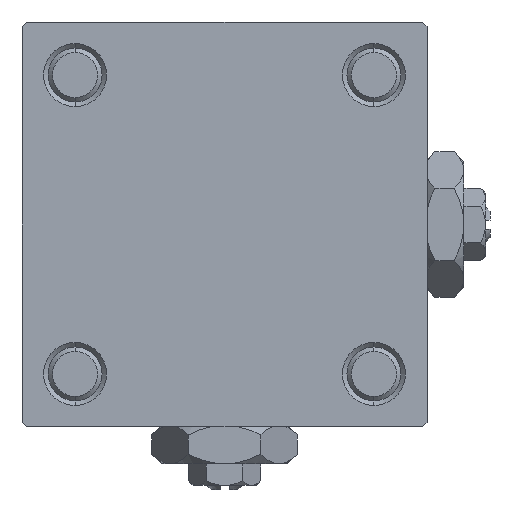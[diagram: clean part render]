
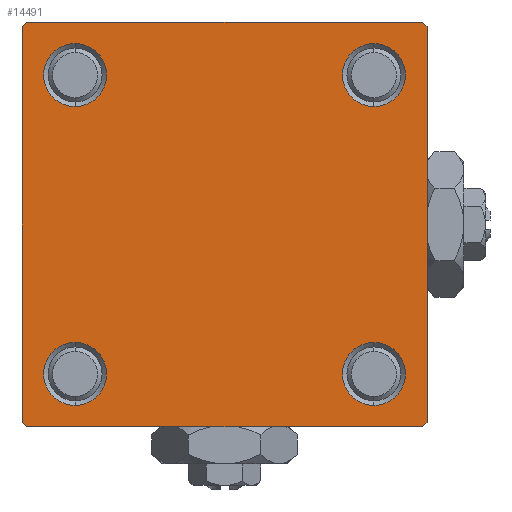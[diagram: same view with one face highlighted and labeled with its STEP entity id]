
A CAD part, left-side view. The second image highlights one B-rep face of the part: STEP entity #14491.
In plain terms, the highlighted planar face has unit normal (-1, 0, 0).
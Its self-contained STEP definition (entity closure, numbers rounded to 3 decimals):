
#548 = VERTEX_POINT ( 'NONE', #17434 ) ;
#583 = EDGE_CURVE ( 'NONE', #43987, #31196, #34570, .T. ) ;
#1783 = CIRCLE ( 'NONE', #43917, 3.5 ) ;
#1972 = CARTESIAN_POINT ( 'NONE',  ( 0., 16.6, -16.6 ) ) ;
#1989 = DIRECTION ( 'NONE',  ( -1., 0., 0. ) ) ;
#2376 = EDGE_LOOP ( 'NONE', ( #19509, #38990, #34560, #31324, #48313, #36157, #11126, #8180 ) ) ;
#2510 = FACE_BOUND ( 'NONE', #2684, .T. ) ;
#2684 = EDGE_LOOP ( 'NONE', ( #10655, #7716 ) ) ;
#5469 = VECTOR ( 'NONE', #14888, 1000. ) ;
#6394 = EDGE_CURVE ( 'NONE', #38728, #16033, #1783, .T. ) ;
#6619 = AXIS2_PLACEMENT_3D ( 'NONE', #38405, #1989, #23102 ) ;
#6678 = DIRECTION ( 'NONE',  ( 0., 0.707, 0.707 ) ) ;
#7152 = CARTESIAN_POINT ( 'NONE',  ( 0., -16.6, -16.6 ) ) ;
#7471 = CIRCLE ( 'NONE', #36968, 3.5 ) ;
#7473 = CARTESIAN_POINT ( 'NONE',  ( 0., -16.6, 13.1 ) ) ;
#7667 = DIRECTION ( 'NONE',  ( 1., 0., 0. ) ) ;
#7716 = ORIENTED_EDGE ( 'NONE', *, *, #10687, .T. ) ;
#7987 = LINE ( 'NONE', #47581, #43164 ) ;
#8180 = ORIENTED_EDGE ( 'NONE', *, *, #9600, .T. ) ;
#8322 = CARTESIAN_POINT ( 'NONE',  ( 0., -22.5, -22. ) ) ;
#8573 = DIRECTION ( 'NONE',  ( 0., 0., -1. ) ) ;
#9401 = CARTESIAN_POINT ( 'NONE',  ( 0., 22.5, 22.5 ) ) ;
#9600 = EDGE_CURVE ( 'NONE', #43987, #36259, #7987, .T. ) ;
#9705 = EDGE_LOOP ( 'NONE', ( #28060, #52051 ) ) ;
#9889 = DIRECTION ( 'NONE',  ( 1., 0., 0. ) ) ;
#10106 = VECTOR ( 'NONE', #42826, 1000. ) ;
#10204 = VERTEX_POINT ( 'NONE', #8322 ) ;
#10629 = LINE ( 'NONE', #30955, #44717 ) ;
#10655 = ORIENTED_EDGE ( 'NONE', *, *, #45539, .T. ) ;
#10687 = EDGE_CURVE ( 'NONE', #22872, #16453, #25575, .T. ) ;
#10734 = AXIS2_PLACEMENT_3D ( 'NONE', #31776, #39688, #37034 ) ;
#11126 = ORIENTED_EDGE ( 'NONE', *, *, #583, .F. ) ;
#11144 = EDGE_CURVE ( 'NONE', #18319, #34071, #50785, .T. ) ;
#11336 = CARTESIAN_POINT ( 'NONE',  ( 0., -22., 22.5 ) ) ;
#11563 = CIRCLE ( 'NONE', #47811, 3.5 ) ;
#11640 = CARTESIAN_POINT ( 'NONE',  ( 0., 16.6, 20.1 ) ) ;
#11677 = CARTESIAN_POINT ( 'NONE',  ( 0., -22.5, 22. ) ) ;
#12359 = EDGE_LOOP ( 'NONE', ( #35113, #46697 ) ) ;
#12593 = EDGE_CURVE ( 'NONE', #35641, #38278, #28463, .T. ) ;
#12607 = EDGE_CURVE ( 'NONE', #38278, #35641, #11563, .T. ) ;
#13477 = DIRECTION ( 'NONE',  ( 0., 0., 1. ) ) ;
#14209 = EDGE_CURVE ( 'NONE', #50440, #548, #7471, .T. ) ;
#14491 = ADVANCED_FACE ( 'NONE', ( #38663, #2510, #22321, #46320, #26536 ), #30502, .T. ) ;
#14888 = DIRECTION ( 'NONE',  ( 0., -1., 0. ) ) ;
#15341 = VECTOR ( 'NONE', #29199, 1000. ) ;
#15994 = DIRECTION ( 'NONE',  ( 1., 0., 0. ) ) ;
#16033 = VERTEX_POINT ( 'NONE', #31465 ) ;
#16453 = VERTEX_POINT ( 'NONE', #23232 ) ;
#17321 = LINE ( 'NONE', #9401, #15341 ) ;
#17434 = CARTESIAN_POINT ( 'NONE',  ( 0., 16.6, 13.1 ) ) ;
#17977 = CARTESIAN_POINT ( 'NONE',  ( 0., 16.6, 16.6 ) ) ;
#18101 = AXIS2_PLACEMENT_3D ( 'NONE', #27614, #15994, #31314 ) ;
#18222 = CARTESIAN_POINT ( 'NONE',  ( 0., 22.5, 22.5 ) ) ;
#18280 = CARTESIAN_POINT ( 'NONE',  ( 0., 16.6, 16.6 ) ) ;
#18319 = VERTEX_POINT ( 'NONE', #23637 ) ;
#19448 = CARTESIAN_POINT ( 'NONE',  ( 0., 22.5, 22. ) ) ;
#19509 = ORIENTED_EDGE ( 'NONE', *, *, #26834, .T. ) ;
#21077 = ORIENTED_EDGE ( 'NONE', *, *, #36234, .T. ) ;
#21541 = EDGE_CURVE ( 'NONE', #35142, #18319, #51275, .T. ) ;
#22179 = DIRECTION ( 'NONE',  ( 0., -1., 0. ) ) ;
#22321 = FACE_BOUND ( 'NONE', #12359, .T. ) ;
#22732 = EDGE_CURVE ( 'NONE', #34687, #31196, #10629, .T. ) ;
#22872 = VERTEX_POINT ( 'NONE', #46404 ) ;
#23102 = DIRECTION ( 'NONE',  ( 0., 0., 1. ) ) ;
#23232 = CARTESIAN_POINT ( 'NONE',  ( 0., -16.6, -13.1 ) ) ;
#23637 = CARTESIAN_POINT ( 'NONE',  ( 0., 22., -22.5 ) ) ;
#23862 = AXIS2_PLACEMENT_3D ( 'NONE', #7152, #7667, #32212 ) ;
#23974 = LINE ( 'NONE', #28183, #30684 ) ;
#24031 = EDGE_CURVE ( 'NONE', #34687, #10204, #44970, .T. ) ;
#24095 = DIRECTION ( 'NONE',  ( 0., 0.707, -0.707 ) ) ;
#25100 = CIRCLE ( 'NONE', #10734, 3.5 ) ;
#25426 = DIRECTION ( 'NONE',  ( 1., 0., 0. ) ) ;
#25575 = CIRCLE ( 'NONE', #23862, 3.5 ) ;
#26000 = DIRECTION ( 'NONE',  ( 0., 0., 1. ) ) ;
#26262 = CARTESIAN_POINT ( 'NONE',  ( 0., 16.6, -16.6 ) ) ;
#26536 = FACE_OUTER_BOUND ( 'NONE', #2376, .T. ) ;
#26748 = CARTESIAN_POINT ( 'NONE',  ( 0., 22.25, -22.25 ) ) ;
#26834 = EDGE_CURVE ( 'NONE', #36259, #35142, #17321, .T. ) ;
#27039 = CARTESIAN_POINT ( 'NONE',  ( 0., 22.5, -22.5 ) ) ;
#27614 = CARTESIAN_POINT ( 'NONE',  ( 0., -16.6, 16.6 ) ) ;
#28060 = ORIENTED_EDGE ( 'NONE', *, *, #14209, .T. ) ;
#28183 = CARTESIAN_POINT ( 'NONE',  ( 0., -22.25, -22.25 ) ) ;
#28269 = ORIENTED_EDGE ( 'NONE', *, *, #6394, .T. ) ;
#28463 = CIRCLE ( 'NONE', #40238, 3.5 ) ;
#28631 = CARTESIAN_POINT ( 'NONE',  ( 0., -22.5, 22.5 ) ) ;
#29112 = DIRECTION ( 'NONE',  ( 0., 0., 1. ) ) ;
#29175 = EDGE_CURVE ( 'NONE', #548, #50440, #39847, .T. ) ;
#29199 = DIRECTION ( 'NONE',  ( 0., 0., -1. ) ) ;
#30502 = PLANE ( 'NONE',  #6619 ) ;
#30684 = VECTOR ( 'NONE', #32406, 1000. ) ;
#30955 = CARTESIAN_POINT ( 'NONE',  ( 0., -22.25, 22.25 ) ) ;
#31154 = DIRECTION ( 'NONE',  ( 0., 0., 1. ) ) ;
#31196 = VERTEX_POINT ( 'NONE', #11336 ) ;
#31314 = DIRECTION ( 'NONE',  ( 0., 0., 1. ) ) ;
#31324 = ORIENTED_EDGE ( 'NONE', *, *, #34577, .T. ) ;
#31424 = CARTESIAN_POINT ( 'NONE',  ( 0., -22., -22.5 ) ) ;
#31465 = CARTESIAN_POINT ( 'NONE',  ( 0., -16.6, 20.1 ) ) ;
#31712 = CARTESIAN_POINT ( 'NONE',  ( 0., 22., 22.5 ) ) ;
#31776 = CARTESIAN_POINT ( 'NONE',  ( 0., -16.6, -16.6 ) ) ;
#32212 = DIRECTION ( 'NONE',  ( 0., 0., 1. ) ) ;
#32406 = DIRECTION ( 'NONE',  ( 0., -0.707, 0.707 ) ) ;
#33543 = DIRECTION ( 'NONE',  ( 1., 0., 0. ) ) ;
#34071 = VERTEX_POINT ( 'NONE', #31424 ) ;
#34560 = ORIENTED_EDGE ( 'NONE', *, *, #11144, .T. ) ;
#34570 = LINE ( 'NONE', #18222, #45523 ) ;
#34577 = EDGE_CURVE ( 'NONE', #34071, #10204, #23974, .T. ) ;
#34687 = VERTEX_POINT ( 'NONE', #11677 ) ;
#34700 = DIRECTION ( 'NONE',  ( 1., 0., 0. ) ) ;
#35107 = DIRECTION ( 'NONE',  ( 1., 0., 0. ) ) ;
#35113 = ORIENTED_EDGE ( 'NONE', *, *, #12607, .T. ) ;
#35142 = VERTEX_POINT ( 'NONE', #45912 ) ;
#35641 = VERTEX_POINT ( 'NONE', #44071 ) ;
#36157 = ORIENTED_EDGE ( 'NONE', *, *, #22732, .T. ) ;
#36234 = EDGE_CURVE ( 'NONE', #16033, #38728, #39990, .T. ) ;
#36259 = VERTEX_POINT ( 'NONE', #19448 ) ;
#36968 = AXIS2_PLACEMENT_3D ( 'NONE', #17977, #33543, #13477 ) ;
#37034 = DIRECTION ( 'NONE',  ( 0., 0., 1. ) ) ;
#38182 = AXIS2_PLACEMENT_3D ( 'NONE', #18280, #25426, #29112 ) ;
#38278 = VERTEX_POINT ( 'NONE', #44424 ) ;
#38405 = CARTESIAN_POINT ( 'NONE',  ( 0., 0., 0. ) ) ;
#38663 = FACE_BOUND ( 'NONE', #41095, .T. ) ;
#38728 = VERTEX_POINT ( 'NONE', #7473 ) ;
#38990 = ORIENTED_EDGE ( 'NONE', *, *, #21541, .T. ) ;
#39688 = DIRECTION ( 'NONE',  ( 1., 0., 0. ) ) ;
#39847 = CIRCLE ( 'NONE', #38182, 3.5 ) ;
#39990 = CIRCLE ( 'NONE', #18101, 3.5 ) ;
#40238 = AXIS2_PLACEMENT_3D ( 'NONE', #1972, #34700, #46303 ) ;
#41095 = EDGE_LOOP ( 'NONE', ( #21077, #28269 ) ) ;
#42826 = DIRECTION ( 'NONE',  ( 0., -0.707, -0.707 ) ) ;
#43164 = VECTOR ( 'NONE', #24095, 1000. ) ;
#43917 = AXIS2_PLACEMENT_3D ( 'NONE', #50684, #35107, #31154 ) ;
#43987 = VERTEX_POINT ( 'NONE', #31712 ) ;
#44071 = CARTESIAN_POINT ( 'NONE',  ( 0., 16.6, -20.1 ) ) ;
#44424 = CARTESIAN_POINT ( 'NONE',  ( 0., 16.6, -13.1 ) ) ;
#44717 = VECTOR ( 'NONE', #6678, 1000. ) ;
#44970 = LINE ( 'NONE', #28631, #45598 ) ;
#45523 = VECTOR ( 'NONE', #22179, 1000. ) ;
#45539 = EDGE_CURVE ( 'NONE', #16453, #22872, #25100, .T. ) ;
#45598 = VECTOR ( 'NONE', #8573, 1000. ) ;
#45912 = CARTESIAN_POINT ( 'NONE',  ( 0., 22.5, -22. ) ) ;
#46303 = DIRECTION ( 'NONE',  ( 0., 0., 1. ) ) ;
#46320 = FACE_BOUND ( 'NONE', #9705, .T. ) ;
#46404 = CARTESIAN_POINT ( 'NONE',  ( 0., -16.6, -20.1 ) ) ;
#46697 = ORIENTED_EDGE ( 'NONE', *, *, #12593, .T. ) ;
#47581 = CARTESIAN_POINT ( 'NONE',  ( 0., 22.25, 22.25 ) ) ;
#47811 = AXIS2_PLACEMENT_3D ( 'NONE', #26262, #9889, #26000 ) ;
#48313 = ORIENTED_EDGE ( 'NONE', *, *, #24031, .F. ) ;
#50440 = VERTEX_POINT ( 'NONE', #11640 ) ;
#50684 = CARTESIAN_POINT ( 'NONE',  ( 0., -16.6, 16.6 ) ) ;
#50785 = LINE ( 'NONE', #27039, #5469 ) ;
#51275 = LINE ( 'NONE', #26748, #10106 ) ;
#52051 = ORIENTED_EDGE ( 'NONE', *, *, #29175, .T. ) ;
